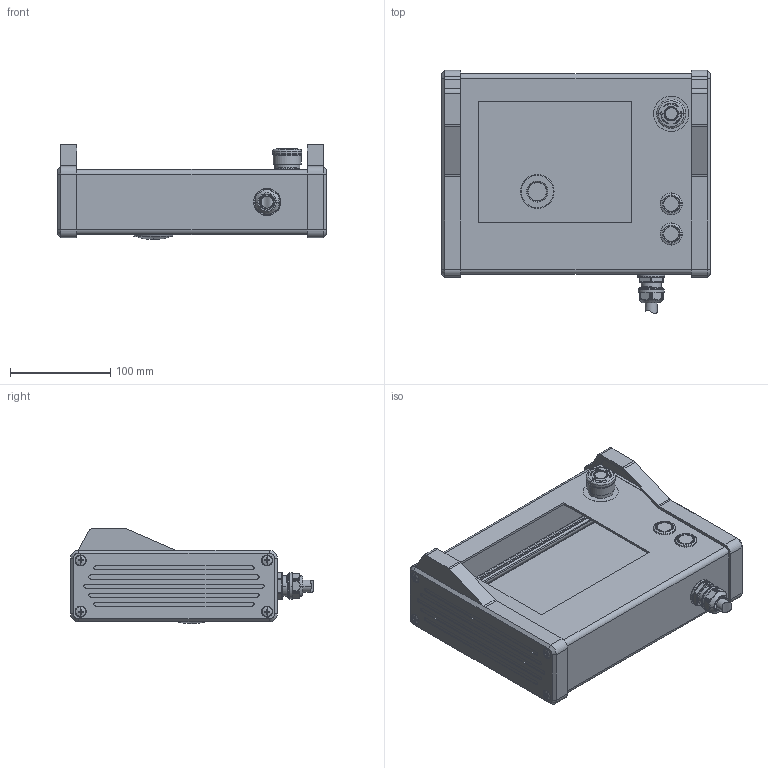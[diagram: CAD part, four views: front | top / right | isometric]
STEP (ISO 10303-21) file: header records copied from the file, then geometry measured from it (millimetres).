
FILE_DESCRIPTION (( 'STEP AP203' ), '1' );
FILE_NAME ('C2C-505G-STP.step', '2025-06-25T02:11:22', ( '' ), ( '' ), 'SwSTEP 2.0', 'SolidWorks 2020', '' );
FILE_SCHEMA (( 'CONFIG_CONTROL_DESIGN' ));
Products named in the file (1): C2C-505G-STP
Bounding box: 268 x 242.56 x 95 mm (x, y, z)
Volume: 537646.3 mm3; surface area: 337823.9 mm2
Topology: 2 solids, 4 shells, 1042 faces, 2728 edges, 1746 vertices
Faces by surface type: plane 419, cylinder 329, bspline 166, cone 96, sphere 18, torus 14
Entity records: 41034 total; most frequent: CARTESIAN_POINT 16365, ORIENTED_EDGE 5448, DIRECTION 4877, EDGE_CURVE 2724, AXIS2_PLACEMENT_3D 1889, VERTEX_POINT 1746, EDGE_LOOP 1104, VECTOR 1099
